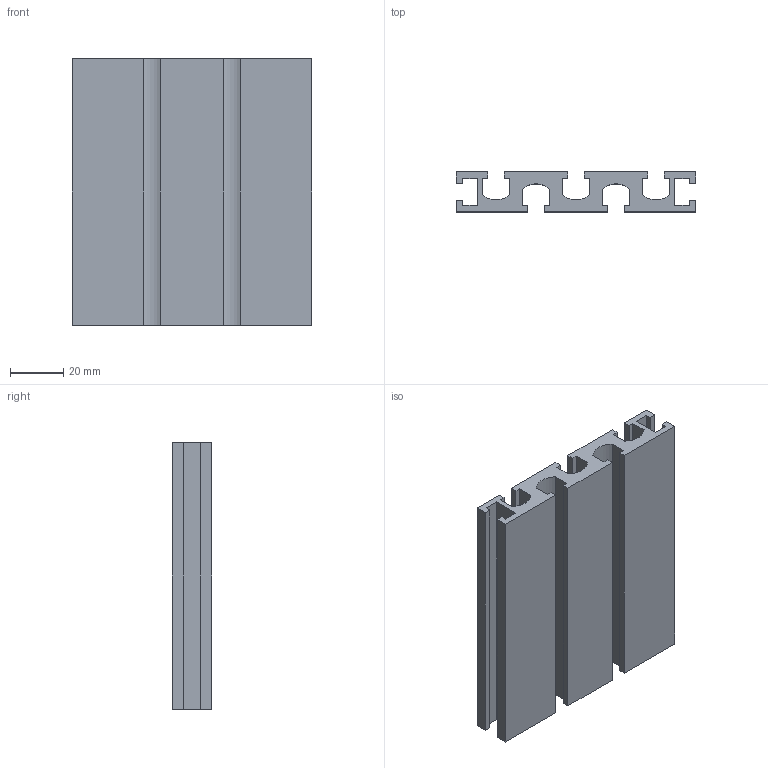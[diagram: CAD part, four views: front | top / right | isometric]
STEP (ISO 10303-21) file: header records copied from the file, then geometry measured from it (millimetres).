
FILE_DESCRIPTION((''),'2;1');
FILE_NAME('AF1590-6.stp','2009-08-25T16:59:22',('Administrator'),(''),'Autodesk Inventor 2008','Autodesk Inventor 2008','');
FILE_SCHEMA(('AUTOMOTIVE_DESIGN { 1 0 10303 214 1 1 1 1 }'));
Length unit declared in the file: millimetre
Products named in the file (1): AF1590-6
Bounding box: 90 x 15 x 100 mm (x, y, z)
Volume: 74742.7 mm3; surface area: 40273.9 mm2
Topology: 1 solids, 1 shells, 62 faces, 180 edges, 120 vertices
Faces by surface type: plane 57, cylinder 5
Entity records: 2040 total; most frequent: CARTESIAN_POINT 363, ORIENTED_EDGE 360, DIRECTION 316, EDGE_CURVE 180, VECTOR 170, LINE 170, VERTEX_POINT 120, AXIS2_PLACEMENT_3D 73
